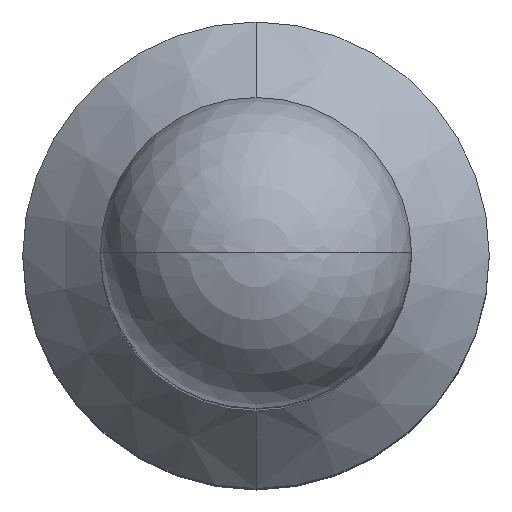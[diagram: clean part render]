
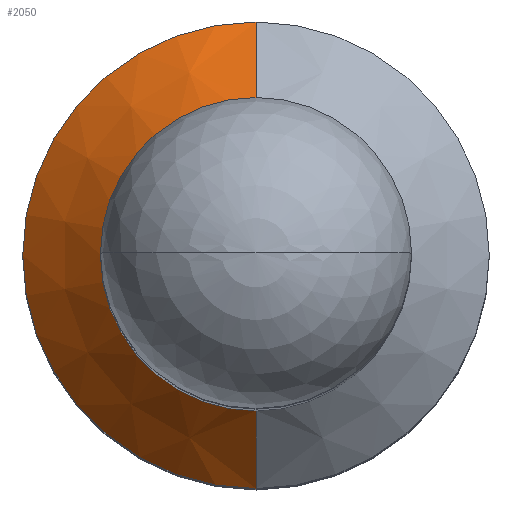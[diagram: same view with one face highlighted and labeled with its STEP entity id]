
A CAD part, top view. The second image highlights one B-rep face of the part: STEP entity #2050.
In plain terms, the highlighted conical face has half-angle 45 degrees and reference radius 3 mm.
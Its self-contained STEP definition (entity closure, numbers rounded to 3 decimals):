
#1500=CARTESIAN_POINT('',(51.312,43.825,65.74));
#1510=VERTEX_POINT('',#1500);
#1590=CARTESIAN_POINT('',(51.312,49.825,65.74));
#1600=VERTEX_POINT('',#1590);
#1630=CARTESIAN_POINT('',(51.312,46.825,65.74));
#1640=DIRECTION('',(0.,0.,1.));
#1650=DIRECTION('',(0.,1.,0.));
#1660=AXIS2_PLACEMENT_3D('',#1630,#1640,#1650);
#1670=CIRCLE('',#1660,3.);
#1730=CARTESIAN_POINT('',(51.312,46.825,65.74));
#1740=DIRECTION('',(0.,0.,1.));
#1750=DIRECTION('',(0.,-1.,0.));
#1760=AXIS2_PLACEMENT_3D('',#1730,#1740,#1750);
#1770=CONICAL_SURFACE('',#1760,3.,0.785);
#1780=CARTESIAN_POINT('',(51.312,49.825,65.74));
#1790=DIRECTION('',(0.,0.707,0.707));
#1800=VECTOR('',#1790,4.243);
#1810=LINE('',#1780,#1800);
#1820=CARTESIAN_POINT('',(51.312,48.825,64.74));
#1830=VERTEX_POINT('',#1820);
#1840=EDGE_CURVE('',#1830,#1600,#1810,.T.);
#1850=ORIENTED_EDGE('',*,*,#1840,.F.);
#1860=EDGE_CURVE('',#1600,#1510,#1670,.T.);
#1870=ORIENTED_EDGE('',*,*,#1860,.F.);
#1880=CARTESIAN_POINT('',(51.312,43.825,65.74));
#1890=DIRECTION('',(0.,-0.707,0.707));
#1900=VECTOR('',#1890,4.243);
#1910=LINE('',#1880,#1900);
#1920=CARTESIAN_POINT('',(51.312,44.825,64.74));
#1930=VERTEX_POINT('',#1920);
#1940=EDGE_CURVE('',#1930,#1510,#1910,.T.);
#1950=ORIENTED_EDGE('',*,*,#1940,.T.);
#1960=CARTESIAN_POINT('',(51.312,46.825,64.74));
#1970=DIRECTION('',(0.,0.,1.));
#1980=DIRECTION('',(0.,-1.,0.));
#1990=AXIS2_PLACEMENT_3D('',#1960,#1970,#1980);
#2000=CIRCLE('',#1990,2.);
#2010=EDGE_CURVE('',#1830,#1930,#2000,.T.);
#2020=ORIENTED_EDGE('',*,*,#2010,.T.);
#2030=EDGE_LOOP('',(#2020,#1950,#1870,#1850));
#2040=FACE_OUTER_BOUND('',#2030,.T.);
#2050=ADVANCED_FACE('',(#2040),#1770,.T.);
